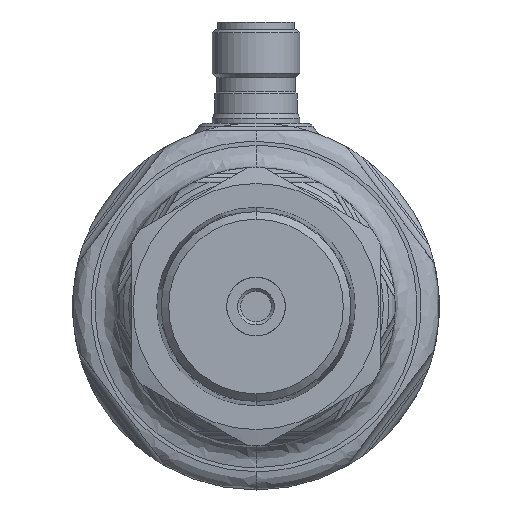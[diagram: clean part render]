
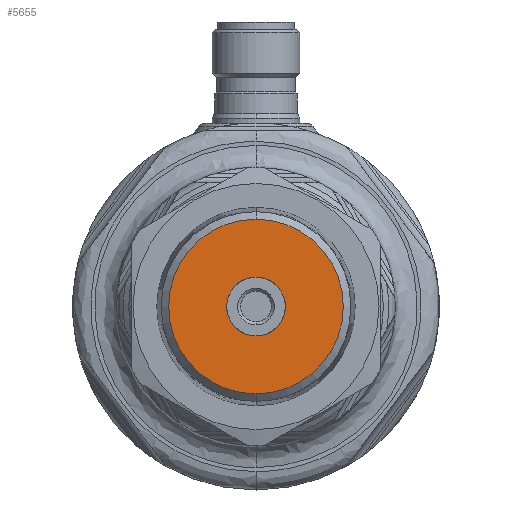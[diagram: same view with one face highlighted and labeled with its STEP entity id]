
A CAD part, front view. The second image highlights one B-rep face of the part: STEP entity #5655.
In plain terms, the highlighted planar face has unit normal (0, -1, 0).
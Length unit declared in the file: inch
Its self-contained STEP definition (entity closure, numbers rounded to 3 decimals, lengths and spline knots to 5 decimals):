
#44 = VERTEX_POINT ( 'NONE', #869 ) ;
#53 = DIRECTION ( 'NONE',  ( 0., 0., 1. ) ) ;
#79 = EDGE_CURVE ( 'NONE', #44, #3163, #4818, .T. ) ;
#266 = DIRECTION ( 'NONE',  ( 0., -1., 0. ) ) ;
#341 = PLANE ( 'NONE',  #3498 ) ;
#404 = DIRECTION ( 'NONE',  ( 0., 0., 1. ) ) ;
#486 = DIRECTION ( 'NONE',  ( 0., 1., 0. ) ) ;
#635 = CIRCLE ( 'NONE', #1052, 0.46945 ) ;
#666 = ORIENTED_EDGE ( 'NONE', *, *, #5880, .F. ) ;
#869 = CARTESIAN_POINT ( 'NONE',  ( 0., -0.7874, 0.46945 ) ) ;
#989 = ORIENTED_EDGE ( 'NONE', *, *, #4346, .F. ) ;
#1052 = AXIS2_PLACEMENT_3D ( 'NONE', #4576, #2819, #6450 ) ;
#1261 = DIRECTION ( 'NONE',  ( 0., -1., 0. ) ) ;
#1301 = CIRCLE ( 'NONE', #4539, 0.11811 ) ;
#1803 = CARTESIAN_POINT ( 'NONE',  ( 0., -0.7874, 0. ) ) ;
#1869 = VERTEX_POINT ( 'NONE', #2302 ) ;
#2143 = CARTESIAN_POINT ( 'NONE',  ( 0.23622, -0.7874, 0. ) ) ;
#2252 = CARTESIAN_POINT ( 'NONE',  ( 0., -0.7874, 0. ) ) ;
#2302 = CARTESIAN_POINT ( 'NONE',  ( 0., -0.7874, -0.11811 ) ) ;
#2771 = ORIENTED_EDGE ( 'NONE', *, *, #79, .F. ) ;
#2819 = DIRECTION ( 'NONE',  ( 0., 1., 0. ) ) ;
#3088 = VERTEX_POINT ( 'NONE', #6283 ) ;
#3163 = VERTEX_POINT ( 'NONE', #5830 ) ;
#3336 = DIRECTION ( 'NONE',  ( 0., 1., 0. ) ) ;
#3498 = AXIS2_PLACEMENT_3D ( 'NONE', #2143, #3336, #6864 ) ;
#4077 = AXIS2_PLACEMENT_3D ( 'NONE', #2252, #486, #404 ) ;
#4113 = EDGE_LOOP ( 'NONE', ( #2771, #989 ) ) ;
#4346 = EDGE_CURVE ( 'NONE', #3163, #44, #635, .T. ) ;
#4372 = DIRECTION ( 'NONE',  ( 0., 0., 1. ) ) ;
#4539 = AXIS2_PLACEMENT_3D ( 'NONE', #7347, #266, #4372 ) ;
#4576 = CARTESIAN_POINT ( 'NONE',  ( 0., -0.7874, 0. ) ) ;
#4818 = CIRCLE ( 'NONE', #4077, 0.46945 ) ;
#5034 = EDGE_CURVE ( 'NONE', #3088, #1869, #1301, .T. ) ;
#5035 = FACE_BOUND ( 'NONE', #6745, .T. ) ;
#5297 = ORIENTED_EDGE ( 'NONE', *, *, #5034, .F. ) ;
#5602 = CIRCLE ( 'NONE', #6148, 0.11811 ) ;
#5655 = ADVANCED_FACE ( 'NONE', ( #6261, #5035 ), #341, .F. ) ;
#5830 = CARTESIAN_POINT ( 'NONE',  ( 0., -0.7874, -0.46945 ) ) ;
#5880 = EDGE_CURVE ( 'NONE', #1869, #3088, #5602, .T. ) ;
#6148 = AXIS2_PLACEMENT_3D ( 'NONE', #1803, #1261, #53 ) ;
#6261 = FACE_OUTER_BOUND ( 'NONE', #4113, .T. ) ;
#6283 = CARTESIAN_POINT ( 'NONE',  ( 0., -0.7874, 0.11811 ) ) ;
#6450 = DIRECTION ( 'NONE',  ( 0., 0., 1. ) ) ;
#6745 = EDGE_LOOP ( 'NONE', ( #5297, #666 ) ) ;
#6864 = DIRECTION ( 'NONE',  ( 0., 0., 1. ) ) ;
#7347 = CARTESIAN_POINT ( 'NONE',  ( 0., -0.7874, 0. ) ) ;
